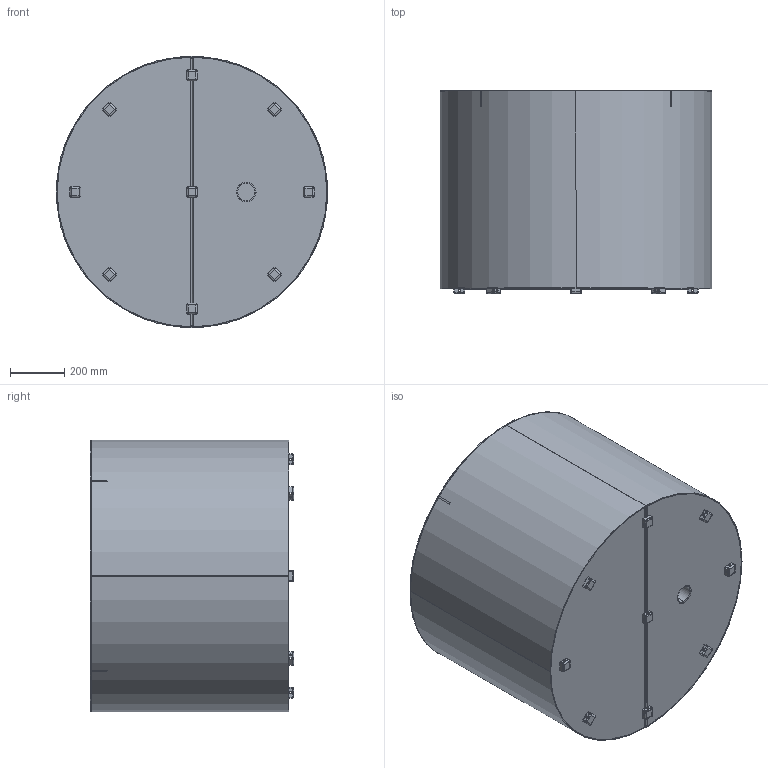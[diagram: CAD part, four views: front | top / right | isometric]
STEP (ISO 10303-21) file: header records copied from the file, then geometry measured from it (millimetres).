
FILE_DESCRIPTION (( 'STEP AP214' ), '1' );
FILE_NAME ('ABR3..STEP', '2021-09-14T14:54:09', ( '' ), ( '' ), 'SwSTEP 2.0', 'SolidWorks 2021', '' );
FILE_SCHEMA (( 'AUTOMOTIVE_DESIGN' ));
Length unit declared in the file: millimetre
Products named in the file (16): ABR3. Feet; ABR3. Pipe cover ; ABR3. Cover ; ABR3. Bottom 2; ABR3. Ring top; ABR3. Topring ;  ABR3. Wall ; ABR3.-Top reinf.; ABR3. Cover ring 2 ; ABR3. Ring 1 ; ABR3.;  ABR3. Overflow pipe;  ABR3. Bottom 1; ABR3. Cover total; ABR3. Strip ; ABR3. Base
Assembly tree (30 placements, depth 3):
  ABR3.
    ABR3. Base
       ABR3. Bottom 1
      ABR3. Bottom 2
       ABR3. Wall   x2
      ABR3. Topring   x2
      ABR3. Ring 1   x2
       ABR3. Overflow pipe
      ABR3. Feet  x9
      ABR3. Strip   x4
    ABR3. Cover total
      ABR3. Cover 
      ABR3. Pipe cover 
      ABR3. Ring top
      ABR3. Cover ring 2   x2
      ABR3.-Top reinf.
Bounding box: 1000 x 750 x 1000 mm (x, y, z)
Volume: 13224825.9 mm3; surface area: 8556123.4 mm2
Topology: 28 solids, 28 shells, 622 faces, 1378 edges, 812 vertices
Faces by surface type: plane 322, cylinder 220, bspline 80
Entity records: 6710 total; most frequent: CARTESIAN_POINT 1813, DIRECTION 922, ORIENTED_EDGE 832, EDGE_CURVE 416, AXIS2_PLACEMENT_3D 333, LINE 256, VERTEX_POINT 256, VECTOR 256
